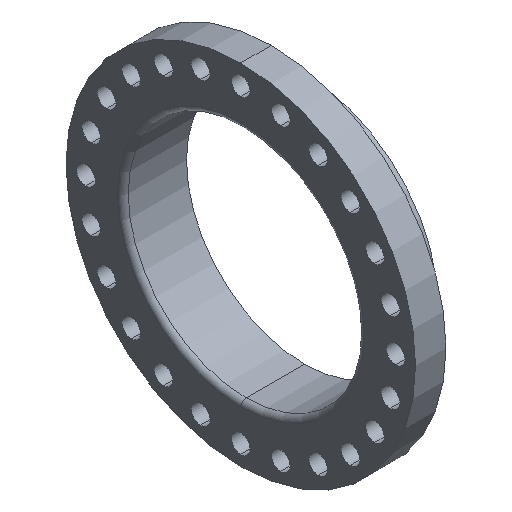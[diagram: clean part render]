
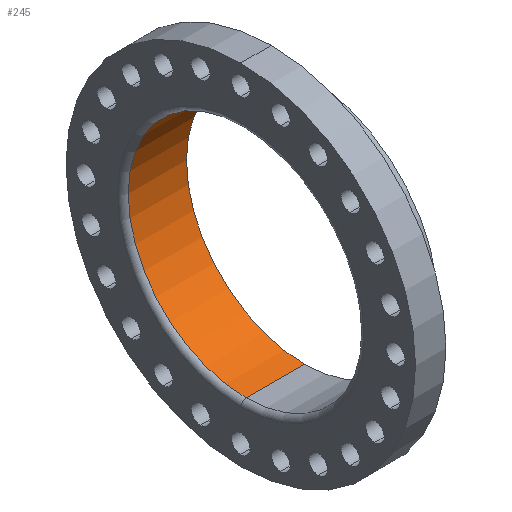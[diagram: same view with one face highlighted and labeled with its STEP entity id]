
A CAD part, isometric view. The second image highlights one B-rep face of the part: STEP entity #245.
In plain terms, the highlighted cylindrical face has radius 282.575 mm (diameter 565.15 mm), a partial arc.
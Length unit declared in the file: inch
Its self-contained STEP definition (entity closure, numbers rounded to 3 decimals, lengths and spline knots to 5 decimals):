
#66 = LINE ( 'NONE', #1614, #1159 ) ;
#68 = EDGE_LOOP ( 'NONE', ( #1921, #1429, #323, #576 ) ) ;
#87 = DIRECTION ( 'NONE',  ( 0., 0., 1. ) ) ;
#99 = CARTESIAN_POINT ( 'NONE',  ( 4.67486, 0., 0. ) ) ;
#123 = AXIS2_PLACEMENT_3D ( 'NONE', #1228, #408, #1074 ) ;
#227 = CIRCLE ( 'NONE', #123, 11.125 ) ;
#245 = ADVANCED_FACE ( 'NONE', ( #1543 ), #2056, .F. ) ;
#323 = ORIENTED_EDGE ( 'NONE', *, *, #1002, .T. ) ;
#405 = EDGE_CURVE ( 'NONE', #424, #1076, #1003, .T. ) ;
#408 = DIRECTION ( 'NONE',  ( -1., 0., 0. ) ) ;
#424 = VERTEX_POINT ( 'NONE', #1974 ) ;
#536 = CARTESIAN_POINT ( 'NONE',  ( 4.67486, 0., -11.125 ) ) ;
#542 = DIRECTION ( 'NONE',  ( -1., 0., 0. ) ) ;
#576 = ORIENTED_EDGE ( 'NONE', *, *, #1815, .T. ) ;
#753 = VERTEX_POINT ( 'NONE', #1069 ) ;
#790 = AXIS2_PLACEMENT_3D ( 'NONE', #1212, #542, #1221 ) ;
#940 = LINE ( 'NONE', #1617, #1808 ) ;
#1002 = EDGE_CURVE ( 'NONE', #424, #1106, #940, .T. ) ;
#1003 = CIRCLE ( 'NONE', #1289, 11.125 ) ;
#1069 = CARTESIAN_POINT ( 'NONE',  ( -0.82514, 0., -11.125 ) ) ;
#1074 = DIRECTION ( 'NONE',  ( 0., 0., 1. ) ) ;
#1076 = VERTEX_POINT ( 'NONE', #536 ) ;
#1106 = VERTEX_POINT ( 'NONE', #1771 ) ;
#1159 = VECTOR ( 'NONE', #1728, 39.37008 ) ;
#1212 = CARTESIAN_POINT ( 'NONE',  ( 0., 0., 0. ) ) ;
#1221 = DIRECTION ( 'NONE',  ( 0., 0., 1. ) ) ;
#1228 = CARTESIAN_POINT ( 'NONE',  ( -0.82514, 0., 0. ) ) ;
#1289 = AXIS2_PLACEMENT_3D ( 'NONE', #99, #1986, #87 ) ;
#1429 = ORIENTED_EDGE ( 'NONE', *, *, #405, .F. ) ;
#1543 = FACE_OUTER_BOUND ( 'NONE', #68, .T. ) ;
#1614 = CARTESIAN_POINT ( 'NONE',  ( 0., 0., -11.125 ) ) ;
#1617 = CARTESIAN_POINT ( 'NONE',  ( 0., 0., 11.125 ) ) ;
#1630 = DIRECTION ( 'NONE',  ( -1., 0., 0. ) ) ;
#1728 = DIRECTION ( 'NONE',  ( -1., 0., 0. ) ) ;
#1771 = CARTESIAN_POINT ( 'NONE',  ( -0.82514, 0., 11.125 ) ) ;
#1808 = VECTOR ( 'NONE', #1630, 39.37008 ) ;
#1815 = EDGE_CURVE ( 'NONE', #1106, #753, #227, .T. ) ;
#1921 = ORIENTED_EDGE ( 'NONE', *, *, #2016, .F. ) ;
#1974 = CARTESIAN_POINT ( 'NONE',  ( 4.67486, 0., 11.125 ) ) ;
#1986 = DIRECTION ( 'NONE',  ( -1., 0., 0. ) ) ;
#2016 = EDGE_CURVE ( 'NONE', #1076, #753, #66, .T. ) ;
#2056 = CYLINDRICAL_SURFACE ( 'NONE', #790, 11.125 ) ;
